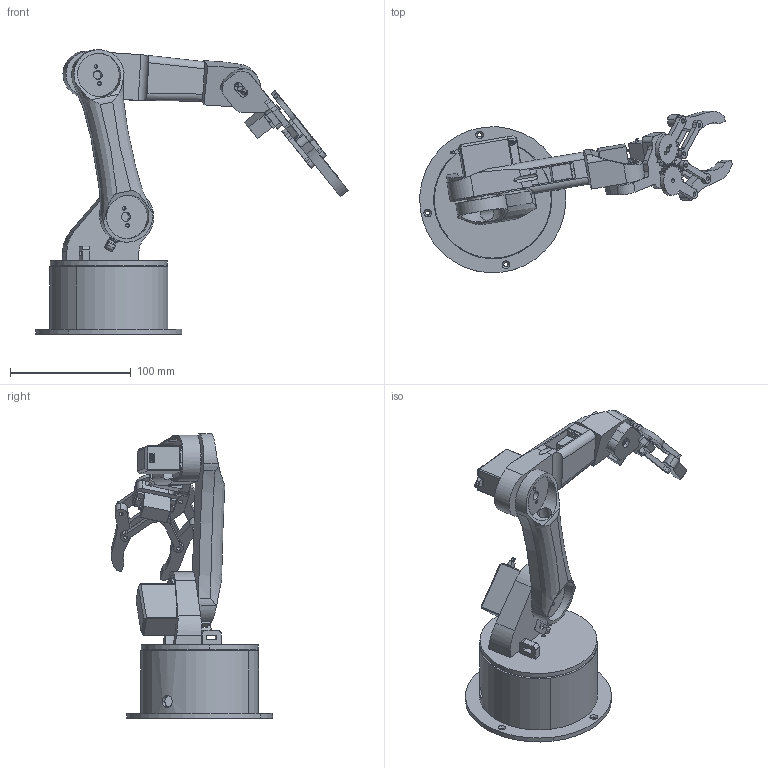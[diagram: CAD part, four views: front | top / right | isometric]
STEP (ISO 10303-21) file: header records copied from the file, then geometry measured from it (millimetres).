
FILE_DESCRIPTION (( 'STEP AP214' ), '1' );
FILE_NAME ('Robotic Arm 3D Model.STEP', '2021-12-01T00:29:04', ( '' ), ( '' ), 'SwSTEP 2.0', 'SolidWorks 2022', '' );
FILE_SCHEMA (( 'AUTOMOTIVE_DESIGN' ));
Length unit declared in the file: millimetre
Products named in the file (14): grip link 1; Gripper base; Arm 01; gear1; Gripper 1; Gripper Assembly; Servo Motor Micro  9g; Arm 03; Robotic Arm 3D Model; gear2; Base; Arm 02 v3; Waist; Servo Motor MG996R
Assembly tree (21 placements, depth 3):
  Robotic Arm 3D Model
    Base
    Servo Motor MG996R  x3
    Waist
    Arm 01
    Servo Motor Micro  9g  x2
    Arm 02 v3
    Arm 03
    Gripper Assembly
      gear1
      gear2
      grip link 1  x4
      Gripper base
      Gripper 1  x2
      Servo Motor Micro  9g
Bounding box: 259.16 x 133.7 x 236.09 mm (x, y, z)
Volume: 453167.6 mm3; surface area: 178518.9 mm2
Topology: 45 solids, 48 shells, 1214 faces, 3071 edges, 1992 vertices
Faces by surface type: cylinder 643, plane 505, bspline 34, torus 24, cone 8
Entity records: 25366 total; most frequent: CARTESIAN_POINT 5980, DIRECTION 3976, ORIENTED_EDGE 3710, EDGE_CURVE 1855, AXIS2_PLACEMENT_3D 1512, VERTEX_POINT 1216, VECTOR 952, LINE 952
